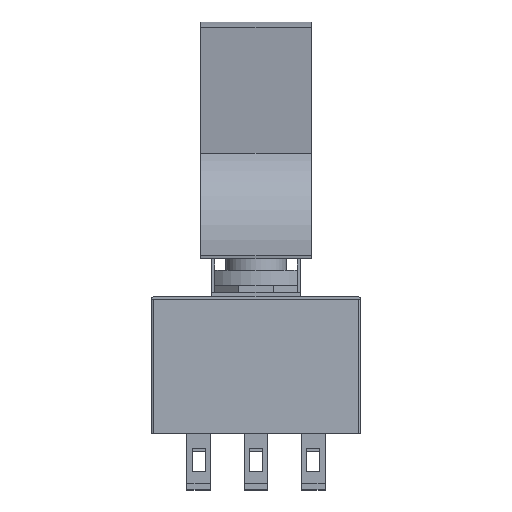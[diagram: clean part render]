
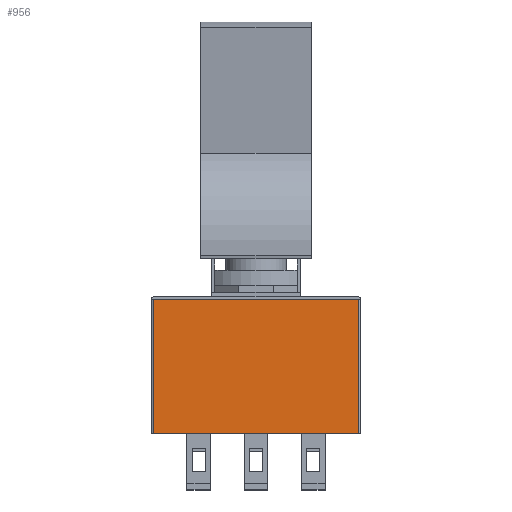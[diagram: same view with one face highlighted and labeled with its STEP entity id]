
A CAD part, top view. The second image highlights one B-rep face of the part: STEP entity #956.
In plain terms, the highlighted planar face has unit normal (0, 0, 1).
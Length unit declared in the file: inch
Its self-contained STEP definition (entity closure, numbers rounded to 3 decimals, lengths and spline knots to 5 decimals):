
#956 = ADVANCED_FACE( '', ( #1908 ), #1909, .T. );
#1908 = FACE_OUTER_BOUND( '', #2876, .T. );
#1909 = PLANE( '', #2877 );
#2876 = EDGE_LOOP( '', ( #5374, #5375, #5376, #5377 ) );
#2877 = AXIS2_PLACEMENT_3D( '', #5378, #5379, #5380 );
#5374 = ORIENTED_EDGE( '', *, *, #6084, .F. );
#5375 = ORIENTED_EDGE( '', *, *, #6189, .F. );
#5376 = ORIENTED_EDGE( '', *, *, #6073, .T. );
#5377 = ORIENTED_EDGE( '', *, *, #6772, .T. );
#5378 = CARTESIAN_POINT( '', ( -0.33938, -0.452, 0.256 ) );
#5379 = DIRECTION( '', ( 0., 0., 1. ) );
#5380 = DIRECTION( '', ( 1., 0., 0. ) );
#6073 = EDGE_CURVE( '', #7383, #7381, #7384, .T. );
#6084 = EDGE_CURVE( '', #7396, #7398, #7399, .T. );
#6189 = EDGE_CURVE( '', #7383, #7396, #7566, .T. );
#6772 = EDGE_CURVE( '', #7381, #7398, #8376, .T. );
#7381 = VERTEX_POINT( '', #9201 );
#7383 = VERTEX_POINT( '', #9203 );
#7384 = LINE( '', #9204, #9205 );
#7396 = VERTEX_POINT( '', #9222 );
#7398 = VERTEX_POINT( '', #9224 );
#7399 = LINE( '', #9225, #9226 );
#7566 = LINE( '', #9466, #9467 );
#8376 = LINE( '', #10640, #10641 );
#9201 = CARTESIAN_POINT( '', ( 0.33938, -0.452, 0.256 ) );
#9203 = CARTESIAN_POINT( '', ( -0.33938, -0.452, 0.256 ) );
#9204 = CARTESIAN_POINT( '', ( -0.33938, -0.452, 0.256 ) );
#9205 = VECTOR( '', #11090, 39.37008 );
#9222 = CARTESIAN_POINT( '', ( -0.33938, -0.01, 0.256 ) );
#9224 = CARTESIAN_POINT( '', ( 0.33938, -0.01, 0.256 ) );
#9225 = CARTESIAN_POINT( '', ( -0.33938, -0.01, 0.256 ) );
#9226 = VECTOR( '', #11102, 39.37008 );
#9466 = CARTESIAN_POINT( '', ( -0.33938, -0.452, 0.256 ) );
#9467 = VECTOR( '', #11209, 39.37008 );
#10640 = CARTESIAN_POINT( '', ( 0.33938, -0.452, 0.256 ) );
#10641 = VECTOR( '', #11723, 39.37008 );
#11090 = DIRECTION( '', ( 1., 0., 0. ) );
#11102 = DIRECTION( '', ( 1., 0., 0. ) );
#11209 = DIRECTION( '', ( 0., 1., 0. ) );
#11723 = DIRECTION( '', ( 0., 1., 0. ) );
